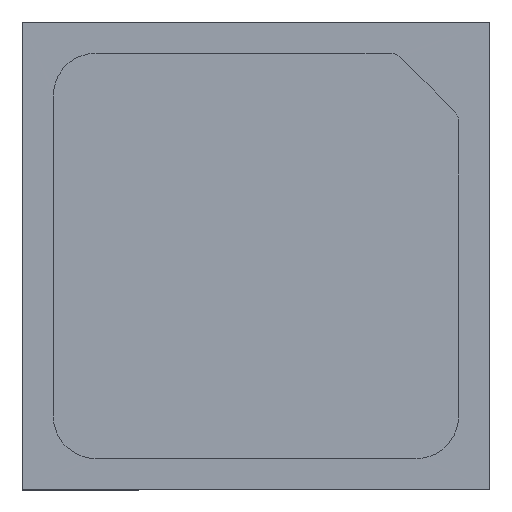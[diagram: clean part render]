
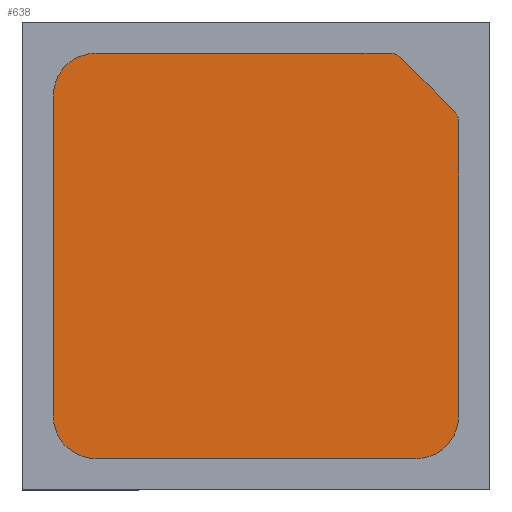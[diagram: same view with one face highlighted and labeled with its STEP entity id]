
A CAD part, top view. The second image highlights one B-rep face of the part: STEP entity #638.
In plain terms, the highlighted planar face has unit normal (0, 0, 1).
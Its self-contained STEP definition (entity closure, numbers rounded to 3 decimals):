
#15 = CARTESIAN_POINT ( 'NONE',  ( 1.3, 0.86, 0. ) ) ;
#23 = CARTESIAN_POINT ( 'NONE',  ( 1.273, 0.927, 0. ) ) ;
#24 = EDGE_CURVE ( 'Defeatured_0_17+Defeatured_0_18+Defeatured_0_18+Defeatured_0_18', #599, #346, #519, .T. ) ;
#27 = EDGE_CURVE ( 'Defeatured_0_17+Defeatured_0_18+Defeatured_0_18+Defeatured_0_18', #387, #146, #428, .T. ) ;
#31 = CARTESIAN_POINT ( 'NONE',  ( -1.025, 1.3, 0. ) ) ;
#35 = CARTESIAN_POINT ( 'NONE',  ( 1.042, 1.158, 0. ) ) ;
#45 = EDGE_CURVE ( 'Defeatured_0_17+Defeatured_0_18+Defeatured_0_18+Defeatured_0_18', #146, #500, #512, .T. ) ;
#53 = CARTESIAN_POINT ( 'NONE',  ( -1.025, -1.3, 0. ) ) ;
#60 = EDGE_CURVE ( 'Defeatured_0_17+Defeatured_0_18+Defeatured_0_18+Defeatured_0_18', #859, #387, #607, .T. ) ;
#62 = EDGE_CURVE ( 'Defeatured_0_17+Defeatured_0_18+Defeatured_0_18+Defeatured_0_18', #346, #859, #749, .T. ) ;
#66 = CARTESIAN_POINT ( 'NONE',  ( -1.22, 1.22, 0. ) ) ;
#84 = EDGE_CURVE ( 'Defeatured_0_17+Defeatured_0_18+Defeatured_0_18+Defeatured_0_18', #262, #453, #598, .T. ) ;
#95 = ORIENTED_EDGE ( 'NONE', *, *, #24, .F. ) ;
#104 = CARTESIAN_POINT ( 'NONE',  ( 1.3, 0.86, 0. ) ) ;
#122 = CARTESIAN_POINT ( 'NONE',  ( -1.171, -1.268, 0. ) ) ;
#131 = ORIENTED_EDGE ( 'NONE', *, *, #869, .F. ) ;
#134 = CARTESIAN_POINT ( 'NONE',  ( -1.025, 1.3, 0. ) ) ;
#146 = VERTEX_POINT ( 'NONE', #134 ) ;
#175 = CARTESIAN_POINT ( 'NONE',  ( 0.927, 1.273, 0. ) ) ;
#178 = CARTESIAN_POINT ( 'NONE',  ( 1.3, -1.025, 0. ) ) ;
#189 = CARTESIAN_POINT ( 'NONE',  ( 0.231, 1.3, 0. ) ) ;
#193 = CARTESIAN_POINT ( 'NONE',  ( -1.3, 1.025, 0. ) ) ;
#199 = CARTESIAN_POINT ( 'NONE',  ( -1.3, -1.099, 0. ) ) ;
#218 = EDGE_CURVE ( 'Defeatured_0_17+Defeatured_0_18+Defeatured_0_18+Defeatured_0_18', #870, #913, #744, .T. ) ;
#246 = CARTESIAN_POINT ( 'NONE',  ( 1.3, 0.86, 0. ) ) ;
#247 = CARTESIAN_POINT ( 'NONE',  ( 1.3, -1.096, 0. ) ) ;
#262 = VERTEX_POINT ( 'NONE', #405 ) ;
#263 = ORIENTED_EDGE ( 'NONE', *, *, #430, .F. ) ;
#265 = EDGE_CURVE ( 'Defeatured_0_17+Defeatured_0_18+Defeatured_0_18+Defeatured_0_18', #500, #262, #917, .T. ) ;
#268 = CARTESIAN_POINT ( 'NONE',  ( -1.172, 1.269, 0. ) ) ;
#345 = CARTESIAN_POINT ( 'NONE',  ( -1.025, 1.3, 0. ) ) ;
#346 = VERTEX_POINT ( 'NONE', #643 ) ;
#350 = CARTESIAN_POINT ( 'NONE',  ( -1.3, -0.342, 0. ) ) ;
#383 = CARTESIAN_POINT ( 'NONE',  ( 0.86, 1.3, 0. ) ) ;
#387 = VERTEX_POINT ( 'NONE', #770 ) ;
#400 = CARTESIAN_POINT ( 'NONE',  ( 1.268, -1.171, 0. ) ) ;
#405 = CARTESIAN_POINT ( 'NONE',  ( 0.927, 1.273, 0. ) ) ;
#416 = CARTESIAN_POINT ( 'NONE',  ( 0.342, -1.3, 0. ) ) ;
#424 = CARTESIAN_POINT ( 'NONE',  ( 1.158, 1.042, 0. ) ) ;
#428 = B_SPLINE_CURVE_WITH_KNOTS ( 'NONE', 3,
 ( #193, #583, #975, #268, #816, #345 ),
 .UNSPECIFIED., .F., .F.,
 ( 4, 2, 4 ),
 ( 0., 0.5, 1. ),
 .UNSPECIFIED. ) ;
#430 = EDGE_CURVE ( 'Defeatured_0_17+Defeatured_0_18+Defeatured_0_18+Defeatured_0_18', #453, #870, #443, .T. ) ;
#440 = ORIENTED_EDGE ( 'NONE', *, *, #60, .F. ) ;
#443 = B_SPLINE_CURVE_WITH_KNOTS ( 'NONE', 3,
 ( #461, #545, #799, #246 ),
 .UNSPECIFIED., .F., .F.,
 ( 4, 4 ),
 ( 0., 1. ),
 .UNSPECIFIED. ) ;
#453 = VERTEX_POINT ( 'NONE', #23 ) ;
#457 = CARTESIAN_POINT ( 'NONE',  ( 1.3, 0.231, 0. ) ) ;
#461 = CARTESIAN_POINT ( 'NONE',  ( 1.273, 0.927, 0. ) ) ;
#462 = ORIENTED_EDGE ( 'NONE', *, *, #84, .F. ) ;
#496 = CARTESIAN_POINT ( 'NONE',  ( -1.025, -1.3, 0. ) ) ;
#500 = VERTEX_POINT ( 'NONE', #732 ) ;
#512 = B_SPLINE_CURVE_WITH_KNOTS ( 'NONE', 3,
 ( #31, #896, #189, #890 ),
 .UNSPECIFIED., .F., .F.,
 ( 4, 4 ),
 ( 0., 1. ),
 .UNSPECIFIED. ) ;
#519 = B_SPLINE_CURVE_WITH_KNOTS ( 'NONE', 3,
 ( #972, #416, #813, #496 ),
 .UNSPECIFIED., .F., .F.,
 ( 4, 4 ),
 ( 0., 1. ),
 .UNSPECIFIED. ) ;
#527 = DIRECTION ( 'NONE',  ( 0., 0., -1. ) ) ;
#545 = CARTESIAN_POINT ( 'NONE',  ( 1.291, 0.909, 0. ) ) ;
#564 = CARTESIAN_POINT ( 'NONE',  ( 1.3, -1.025, 0. ) ) ;
#583 = CARTESIAN_POINT ( 'NONE',  ( -1.3, 1.096, 0. ) ) ;
#598 = B_SPLINE_CURVE_WITH_KNOTS ( 'NONE', 3,
 ( #903, #35, #424, #982 ),
 .UNSPECIFIED., .F., .F.,
 ( 4, 4 ),
 ( 0., 1. ),
 .UNSPECIFIED. ) ;
#599 = VERTEX_POINT ( 'NONE', #821 ) ;
#607 = B_SPLINE_CURVE_WITH_KNOTS ( 'NONE', 3,
 ( #900, #350, #910, #905 ),
 .UNSPECIFIED., .F., .F.,
 ( 4, 4 ),
 ( 0., 1. ),
 .UNSPECIFIED. ) ;
#629 = CARTESIAN_POINT ( 'NONE',  ( 0.909, 1.291, 0. ) ) ;
#638 = ADVANCED_FACE ( 'Defeatured_0_18', ( #755 ), #685, .F. ) ;
#643 = CARTESIAN_POINT ( 'NONE',  ( -1.025, -1.3, 0. ) ) ;
#647 = CARTESIAN_POINT ( 'NONE',  ( -1.3, -1.025, 0. ) ) ;
#661 = CARTESIAN_POINT ( 'NONE',  ( -1.269, -1.172, 0. ) ) ;
#685 = PLANE ( 'NONE',  #845 ) ;
#732 = CARTESIAN_POINT ( 'NONE',  ( 0.86, 1.3, 0. ) ) ;
#736 = CARTESIAN_POINT ( 'NONE',  ( -1.096, -1.3, 0. ) ) ;
#740 = CARTESIAN_POINT ( 'NONE',  ( -1.3, -1.025, 0. ) ) ;
#744 = B_SPLINE_CURVE_WITH_KNOTS ( 'NONE', 3,
 ( #104, #457, #795, #564 ),
 .UNSPECIFIED., .F., .F.,
 ( 4, 4 ),
 ( 0., 1. ),
 .UNSPECIFIED. ) ;
#745 = B_SPLINE_CURVE_WITH_KNOTS ( 'NONE', 3,
 ( #178, #247, #400, #871, #797, #843 ),
 .UNSPECIFIED., .F., .F.,
 ( 4, 2, 4 ),
 ( 0., 0.5, 1. ),
 .UNSPECIFIED. ) ;
#749 = B_SPLINE_CURVE_WITH_KNOTS ( 'NONE', 3,
 ( #53, #736, #122, #661, #199, #740 ),
 .UNSPECIFIED., .F., .F.,
 ( 4, 2, 4 ),
 ( 0., 0.5, 1. ),
 .UNSPECIFIED. ) ;
#755 = FACE_OUTER_BOUND ( 'NONE', #891, .T. ) ;
#759 = DIRECTION ( 'NONE',  ( -1., 0., 0. ) ) ;
#770 = CARTESIAN_POINT ( 'NONE',  ( -1.3, 1.025, 0. ) ) ;
#795 = CARTESIAN_POINT ( 'NONE',  ( 1.3, -0.397, 0. ) ) ;
#797 = CARTESIAN_POINT ( 'NONE',  ( 1.099, -1.3, 0. ) ) ;
#799 = CARTESIAN_POINT ( 'NONE',  ( 1.3, 0.887, 0. ) ) ;
#813 = CARTESIAN_POINT ( 'NONE',  ( -0.342, -1.3, 0. ) ) ;
#816 = CARTESIAN_POINT ( 'NONE',  ( -1.099, 1.3, 0. ) ) ;
#821 = CARTESIAN_POINT ( 'NONE',  ( 1.025, -1.3, 0. ) ) ;
#843 = CARTESIAN_POINT ( 'NONE',  ( 1.025, -1.3, 0. ) ) ;
#845 = AXIS2_PLACEMENT_3D ( 'NONE', #66, #527, #759 ) ;
#859 = VERTEX_POINT ( 'NONE', #647 ) ;
#869 = EDGE_CURVE ( 'Defeatured_0_17+Defeatured_0_18+Defeatured_0_18+Defeatured_0_18', #913, #599, #745, .T. ) ;
#870 = VERTEX_POINT ( 'NONE', #15 ) ;
#871 = CARTESIAN_POINT ( 'NONE',  ( 1.172, -1.269, 0. ) ) ;
#887 = ORIENTED_EDGE ( 'NONE', *, *, #265, .F. ) ;
#888 = ORIENTED_EDGE ( 'NONE', *, *, #27, .F. ) ;
#890 = CARTESIAN_POINT ( 'NONE',  ( 0.86, 1.3, 0. ) ) ;
#891 = EDGE_LOOP ( 'NONE', ( #908, #95, #131, #894, #263, #462, #887, #918, #888, #440 ) ) ;
#894 = ORIENTED_EDGE ( 'NONE', *, *, #218, .F. ) ;
#896 = CARTESIAN_POINT ( 'NONE',  ( -0.397, 1.3, 0. ) ) ;
#900 = CARTESIAN_POINT ( 'NONE',  ( -1.3, -1.025, 0. ) ) ;
#903 = CARTESIAN_POINT ( 'NONE',  ( 0.927, 1.273, 0. ) ) ;
#905 = CARTESIAN_POINT ( 'NONE',  ( -1.3, 1.025, 0. ) ) ;
#908 = ORIENTED_EDGE ( 'NONE', *, *, #62, .F. ) ;
#910 = CARTESIAN_POINT ( 'NONE',  ( -1.3, 0.342, 0. ) ) ;
#913 = VERTEX_POINT ( 'NONE', #970 ) ;
#917 = B_SPLINE_CURVE_WITH_KNOTS ( 'NONE', 3,
 ( #383, #1014, #629, #175 ),
 .UNSPECIFIED., .F., .F.,
 ( 4, 4 ),
 ( 0., 1. ),
 .UNSPECIFIED. ) ;
#918 = ORIENTED_EDGE ( 'NONE', *, *, #45, .F. ) ;
#970 = CARTESIAN_POINT ( 'NONE',  ( 1.3, -1.025, 0. ) ) ;
#972 = CARTESIAN_POINT ( 'NONE',  ( 1.025, -1.3, 0. ) ) ;
#975 = CARTESIAN_POINT ( 'NONE',  ( -1.268, 1.171, 0. ) ) ;
#982 = CARTESIAN_POINT ( 'NONE',  ( 1.273, 0.927, 0. ) ) ;
#1014 = CARTESIAN_POINT ( 'NONE',  ( 0.887, 1.3, 0. ) ) ;
